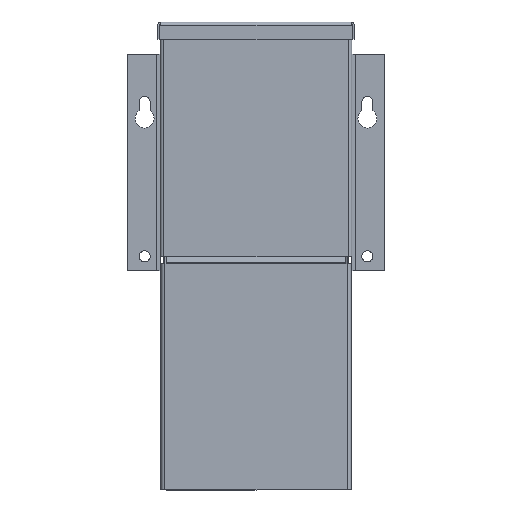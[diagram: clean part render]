
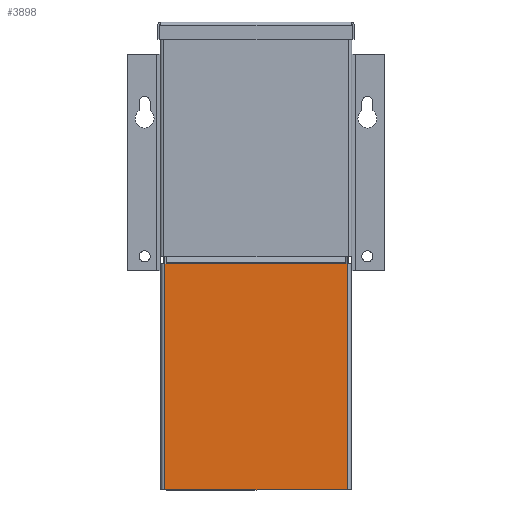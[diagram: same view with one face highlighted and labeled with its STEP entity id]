
A CAD part, top view. The second image highlights one B-rep face of the part: STEP entity #3898.
In plain terms, the highlighted planar face has unit normal (0, 0, 1).
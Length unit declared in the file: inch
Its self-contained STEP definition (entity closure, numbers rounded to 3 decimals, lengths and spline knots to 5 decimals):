
#121 = EDGE_CURVE ( 'NONE', #7127, #6011, #6764, .T. ) ;
#223 = CARTESIAN_POINT ( 'NONE',  ( -3.3352, 4.125, 0. ) ) ;
#386 = CARTESIAN_POINT ( 'NONE',  ( -3.47, -4.125, 0. ) ) ;
#646 = DIRECTION ( 'NONE',  ( 1., 0., 0. ) ) ;
#648 = CARTESIAN_POINT ( 'NONE',  ( 3.3352, 4.125, 0. ) ) ;
#815 = VERTEX_POINT ( 'NONE', #5016 ) ;
#1046 = CARTESIAN_POINT ( 'NONE',  ( -3.3352, -4.125, 0. ) ) ;
#1091 = EDGE_CURVE ( 'NONE', #3211, #6011, #2193, .T. ) ;
#1352 = AXIS2_PLACEMENT_3D ( 'NONE', #8710, #5511, #646 ) ;
#1471 = EDGE_LOOP ( 'NONE', ( #8063, #4994, #9694, #10005, #6049, #1947 ) ) ;
#1536 = VECTOR ( 'NONE', #10066, 39.37008 ) ;
#1638 = VECTOR ( 'NONE', #2023, 39.37008 ) ;
#1656 = CARTESIAN_POINT ( 'NONE',  ( -3.47, 4.125, 0. ) ) ;
#1855 = LINE ( 'NONE', #10258, #10228 ) ;
#1947 = ORIENTED_EDGE ( 'NONE', *, *, #5305, .T. ) ;
#2023 = DIRECTION ( 'NONE',  ( 1., 0., 0. ) ) ;
#2189 = VERTEX_POINT ( 'NONE', #648 ) ;
#2193 = LINE ( 'NONE', #2691, #6004 ) ;
#2303 = EDGE_CURVE ( 'NONE', #7127, #7013, #3709, .T. ) ;
#2681 = DIRECTION ( 'NONE',  ( -1., 0., 0. ) ) ;
#2691 = CARTESIAN_POINT ( 'NONE',  ( -3.47, 4.125, 0. ) ) ;
#2999 = CARTESIAN_POINT ( 'NONE',  ( 3.268, 4.125, 0. ) ) ;
#3211 = VERTEX_POINT ( 'NONE', #2999 ) ;
#3559 = VECTOR ( 'NONE', #7306, 39.37008 ) ;
#3709 = LINE ( 'NONE', #223, #1536 ) ;
#3898 = ADVANCED_FACE ( 'NONE', ( #3928 ), #7895, .T. ) ;
#3928 = FACE_OUTER_BOUND ( 'NONE', #1471, .T. ) ;
#4089 = EDGE_CURVE ( 'NONE', #7013, #815, #8326, .T. ) ;
#4595 = DIRECTION ( 'NONE',  ( 0., 1., 0. ) ) ;
#4994 = ORIENTED_EDGE ( 'NONE', *, *, #1091, .T. ) ;
#5016 = CARTESIAN_POINT ( 'NONE',  ( 3.3352, -4.125, 0. ) ) ;
#5305 = EDGE_CURVE ( 'NONE', #815, #2189, #1855, .T. ) ;
#5511 = DIRECTION ( 'NONE',  ( 0., 0., 1. ) ) ;
#6004 = VECTOR ( 'NONE', #2681, 39.37008 ) ;
#6011 = VERTEX_POINT ( 'NONE', #9277 ) ;
#6049 = ORIENTED_EDGE ( 'NONE', *, *, #4089, .T. ) ;
#6764 = LINE ( 'NONE', #9006, #9188 ) ;
#6842 = CARTESIAN_POINT ( 'NONE',  ( -3.3352, 4.125, 0. ) ) ;
#7013 = VERTEX_POINT ( 'NONE', #1046 ) ;
#7127 = VERTEX_POINT ( 'NONE', #6842 ) ;
#7306 = DIRECTION ( 'NONE',  ( -1., 0., 0. ) ) ;
#7895 = PLANE ( 'NONE',  #1352 ) ;
#8063 = ORIENTED_EDGE ( 'NONE', *, *, #9116, .T. ) ;
#8326 = LINE ( 'NONE', #386, #1638 ) ;
#8529 = DIRECTION ( 'NONE',  ( 1., 0., 0. ) ) ;
#8710 = CARTESIAN_POINT ( 'NONE',  ( 0., 0., 0. ) ) ;
#9006 = CARTESIAN_POINT ( 'NONE',  ( -3.3352, 4.125, 0. ) ) ;
#9116 = EDGE_CURVE ( 'NONE', #2189, #3211, #9753, .T. ) ;
#9188 = VECTOR ( 'NONE', #8529, 39.37008 ) ;
#9277 = CARTESIAN_POINT ( 'NONE',  ( -3.268, 4.125, 0. ) ) ;
#9694 = ORIENTED_EDGE ( 'NONE', *, *, #121, .F. ) ;
#9753 = LINE ( 'NONE', #1656, #3559 ) ;
#10005 = ORIENTED_EDGE ( 'NONE', *, *, #2303, .T. ) ;
#10066 = DIRECTION ( 'NONE',  ( 0., -1., 0. ) ) ;
#10228 = VECTOR ( 'NONE', #4595, 39.37008 ) ;
#10258 = CARTESIAN_POINT ( 'NONE',  ( 3.3352, -4.125, 0. ) ) ;
